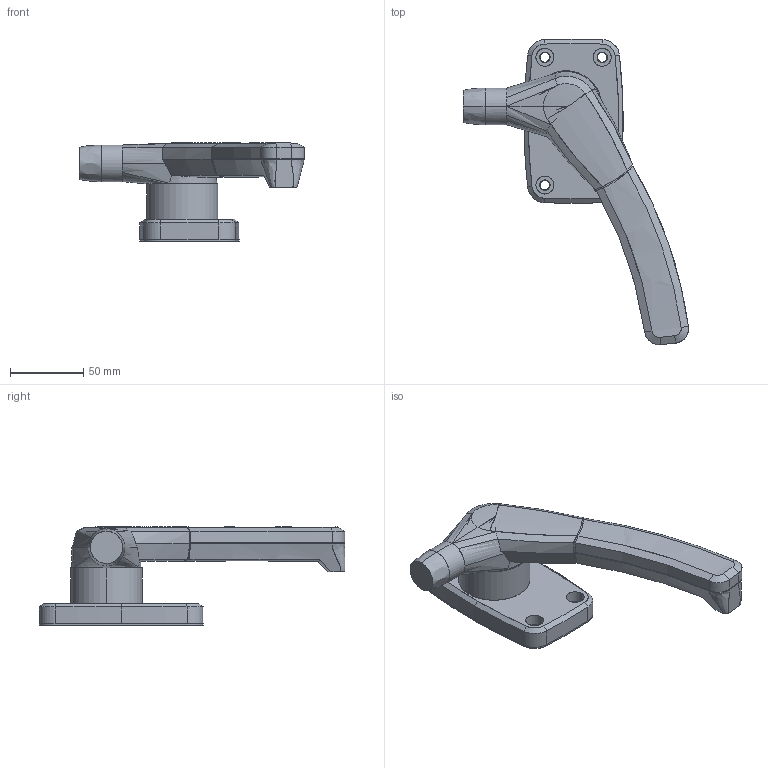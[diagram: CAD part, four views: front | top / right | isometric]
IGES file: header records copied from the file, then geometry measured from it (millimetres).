
Start section: SolidWorks IGES file using analytic representation for surfaces
Global section: file name: FA-841-R.IGS; native system: SolidWorks 2007; preprocessor: SolidWorks 2007; author: nhaneda; date: 110307.113514; units: millimetre
Bounding box: 153.33 x 208.2 x 67 mm (x, y, z)
Surface area: 74728.8 mm2 (no closed solid volume)
Topology: 0 solids, 0 shells, 189 faces, 3221 edges, 3219 vertices
Faces by surface type: revolution 113, bspline 76
